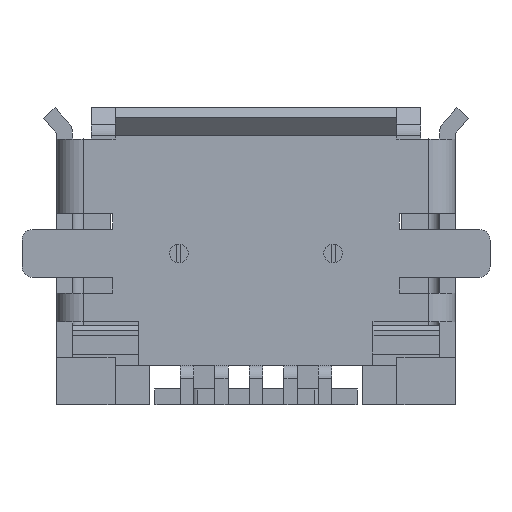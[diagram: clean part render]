
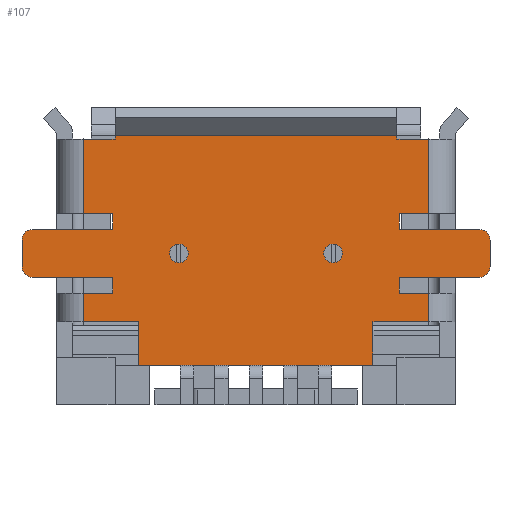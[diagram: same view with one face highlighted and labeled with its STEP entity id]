
A CAD part, front view. The second image highlights one B-rep face of the part: STEP entity #107.
In plain terms, the highlighted planar face has unit normal (0, -1, 0).
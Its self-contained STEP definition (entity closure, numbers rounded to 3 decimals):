
#107=ADVANCED_FACE('',(#517,#518,#519),#520,.T.);
#517=FACE_OUTER_BOUND('',#1216,.T.);
#518=FACE_BOUND('',#1217,.T.);
#519=FACE_BOUND('',#1218,.T.);
#520=PLANE('',#1219);
#1216=EDGE_LOOP('',(#2460,#2461,#2462,#2463,#2464,#2465,#2466,#2467,#2468,#2469,#2470,#2471,#2472,#2473,#2474,#2475,#2476,#2477,#2478,#2479,#2480,#2481,#2482,#2483,#2484,#2485,#2486,#2487,#2488,#2489,#2490,#2491));
#1217=EDGE_LOOP('',(#2492,#2493));
#1218=EDGE_LOOP('',(#2494,#2495));
#1219=AXIS2_PLACEMENT_3D('',#2496,#2497,#2498);
#2460=ORIENTED_EDGE('',*,*,#5309,.F.);
#2461=ORIENTED_EDGE('',*,*,#5310,.T.);
#2462=ORIENTED_EDGE('',*,*,#5311,.T.);
#2463=ORIENTED_EDGE('',*,*,#5312,.F.);
#2464=ORIENTED_EDGE('',*,*,#5299,.F.);
#2465=ORIENTED_EDGE('',*,*,#5295,.F.);
#2466=ORIENTED_EDGE('',*,*,#5293,.T.);
#2467=ORIENTED_EDGE('',*,*,#5313,.F.);
#2468=ORIENTED_EDGE('',*,*,#5314,.F.);
#2469=ORIENTED_EDGE('',*,*,#5315,.F.);
#2470=ORIENTED_EDGE('',*,*,#5316,.F.);
#2471=ORIENTED_EDGE('',*,*,#5317,.T.);
#2472=ORIENTED_EDGE('',*,*,#5318,.T.);
#2473=ORIENTED_EDGE('',*,*,#5319,.F.);
#2474=ORIENTED_EDGE('',*,*,#5320,.T.);
#2475=ORIENTED_EDGE('',*,*,#5321,.T.);
#2476=ORIENTED_EDGE('',*,*,#5322,.T.);
#2477=ORIENTED_EDGE('',*,*,#5323,.T.);
#2478=ORIENTED_EDGE('',*,*,#5324,.F.);
#2479=ORIENTED_EDGE('',*,*,#5325,.F.);
#2480=ORIENTED_EDGE('',*,*,#5326,.F.);
#2481=ORIENTED_EDGE('',*,*,#5327,.T.);
#2482=ORIENTED_EDGE('',*,*,#4985,.T.);
#2483=ORIENTED_EDGE('',*,*,#5328,.T.);
#2484=ORIENTED_EDGE('',*,*,#5329,.T.);
#2485=ORIENTED_EDGE('',*,*,#5330,.F.);
#2486=ORIENTED_EDGE('',*,*,#4975,.T.);
#2487=ORIENTED_EDGE('',*,*,#5297,.F.);
#2488=ORIENTED_EDGE('',*,*,#5308,.T.);
#2489=ORIENTED_EDGE('',*,*,#5331,.F.);
#2490=ORIENTED_EDGE('',*,*,#5332,.F.);
#2491=ORIENTED_EDGE('',*,*,#5333,.T.);
#2492=ORIENTED_EDGE('',*,*,#5334,.F.);
#2493=ORIENTED_EDGE('',*,*,#5335,.F.);
#2494=ORIENTED_EDGE('',*,*,#5336,.F.);
#2495=ORIENTED_EDGE('',*,*,#5337,.F.);
#2496=CARTESIAN_POINT('',(-3.25,-1.225,-0.6));
#2497=DIRECTION('',(0.0,-1.0,0.0));
#2498=DIRECTION('',(0.0,0.0,-1.0));
#4975=EDGE_CURVE('',#6060,#6058,#6061,.T.);
#4985=EDGE_CURVE('',#6080,#6078,#6081,.T.);
#5293=EDGE_CURVE('',#6634,#6632,#6635,.T.);
#5295=EDGE_CURVE('',#6634,#6637,#6638,.T.);
#5297=EDGE_CURVE('',#6640,#6058,#6641,.T.);
#5299=EDGE_CURVE('',#6637,#6643,#6644,.T.);
#5308=EDGE_CURVE('',#6640,#6656,#6658,.T.);
#5309=EDGE_CURVE('',#6659,#6660,#6661,.T.);
#5310=EDGE_CURVE('',#6659,#6662,#6663,.T.);
#5311=EDGE_CURVE('',#6662,#6664,#6665,.T.);
#5312=EDGE_CURVE('',#6643,#6664,#6666,.T.);
#5313=EDGE_CURVE('',#6667,#6632,#6668,.T.);
#5314=EDGE_CURVE('',#6669,#6667,#6670,.T.);
#5315=EDGE_CURVE('',#6671,#6669,#6672,.T.);
#5316=EDGE_CURVE('',#6673,#6671,#6674,.T.);
#5317=EDGE_CURVE('',#6673,#6675,#6676,.T.);
#5318=EDGE_CURVE('',#6675,#6677,#6678,.T.);
#5319=EDGE_CURVE('',#6679,#6677,#6680,.T.);
#5320=EDGE_CURVE('',#6679,#6681,#6682,.T.);
#5321=EDGE_CURVE('',#6681,#6683,#6684,.T.);
#5322=EDGE_CURVE('',#6683,#6685,#6686,.T.);
#5323=EDGE_CURVE('',#6685,#6687,#6688,.T.);
#5324=EDGE_CURVE('',#6689,#6687,#6690,.T.);
#5325=EDGE_CURVE('',#6691,#6689,#6692,.T.);
#5326=EDGE_CURVE('',#6693,#6691,#6694,.T.);
#5327=EDGE_CURVE('',#6693,#6080,#6695,.T.);
#5328=EDGE_CURVE('',#6078,#6696,#6697,.T.);
#5329=EDGE_CURVE('',#6696,#6698,#6699,.T.);
#5330=EDGE_CURVE('',#6060,#6698,#6700,.T.);
#5331=EDGE_CURVE('',#6701,#6656,#6702,.T.);
#5332=EDGE_CURVE('',#6703,#6701,#6704,.T.);
#5333=EDGE_CURVE('',#6703,#6660,#6705,.T.);
#5334=EDGE_CURVE('',#6706,#6707,#6708,.T.);
#5335=EDGE_CURVE('',#6707,#6706,#6709,.T.);
#5336=EDGE_CURVE('',#6710,#6711,#6712,.T.);
#5337=EDGE_CURVE('',#6711,#6710,#6713,.T.);
#6058=VERTEX_POINT('',#7827);
#6060=VERTEX_POINT('',#7829);
#6061=LINE('',#7830,#7831);
#6078=VERTEX_POINT('',#7854);
#6080=VERTEX_POINT('',#7857);
#6081=LINE('',#7858,#7859);
#6632=VERTEX_POINT('',#8681);
#6634=VERTEX_POINT('',#8684);
#6635=LINE('',#8685,#8686);
#6637=VERTEX_POINT('',#8688);
#6638=LINE('',#8689,#8690);
#6640=VERTEX_POINT('',#8692);
#6641=LINE('',#8693,#8694);
#6643=VERTEX_POINT('',#8696);
#6644=LINE('',#8697,#8698);
#6656=VERTEX_POINT('',#8715);
#6658=LINE('',#8718,#8719);
#6659=VERTEX_POINT('',#8720);
#6660=VERTEX_POINT('',#8721);
#6661=LINE('',#8722,#8723);
#6662=VERTEX_POINT('',#8724);
#6663=CIRCLE('',#8725,0.2);
#6664=VERTEX_POINT('',#8726);
#6665=LINE('',#8727,#8728);
#6666=LINE('',#8729,#8730);
#6667=VERTEX_POINT('',#8731);
#6668=LINE('',#8732,#8733);
#6669=VERTEX_POINT('',#8734);
#6670=LINE('',#8735,#8736);
#6671=VERTEX_POINT('',#8737);
#6672=LINE('',#8738,#8739);
#6673=VERTEX_POINT('',#8740);
#6674=LINE('',#8741,#8742);
#6675=VERTEX_POINT('',#8743);
#6676=LINE('',#8744,#8745);
#6677=VERTEX_POINT('',#8746);
#6678=LINE('',#8747,#8748);
#6679=VERTEX_POINT('',#8749);
#6680=LINE('',#8750,#8751);
#6681=VERTEX_POINT('',#8752);
#6682=LINE('',#8753,#8754);
#6683=VERTEX_POINT('',#8755);
#6684=CIRCLE('',#8756,0.2);
#6685=VERTEX_POINT('',#8757);
#6686=LINE('',#8758,#8759);
#6687=VERTEX_POINT('',#8760);
#6688=CIRCLE('',#8761,0.2);
#6689=VERTEX_POINT('',#8762);
#6690=LINE('',#8763,#8764);
#6691=VERTEX_POINT('',#8765);
#6692=LINE('',#8766,#8767);
#6693=VERTEX_POINT('',#8768);
#6694=LINE('',#8769,#8770);
#6695=LINE('',#8771,#8772);
#6696=VERTEX_POINT('',#8773);
#6697=LINE('',#8774,#8775);
#6698=VERTEX_POINT('',#8776);
#6699=LINE('',#8777,#8778);
#6700=LINE('',#8779,#8780);
#6701=VERTEX_POINT('',#8781);
#6702=LINE('',#8782,#8783);
#6703=VERTEX_POINT('',#8784);
#6704=LINE('',#8785,#8786);
#6705=CIRCLE('',#8787,0.2);
#6706=VERTEX_POINT('',#8788);
#6707=VERTEX_POINT('',#8789);
#6708=CIRCLE('',#8790,0.175);
#6709=CIRCLE('',#8791,0.175);
#6710=VERTEX_POINT('',#8792);
#6711=VERTEX_POINT('',#8793);
#6712=CIRCLE('',#8794,0.175);
#6713=CIRCLE('',#8795,0.175);
#7827=CARTESIAN_POINT('',(-3.25,-1.225,-0.6));
#7829=CARTESIAN_POINT('',(-2.65,-1.225,-0.6));
#7830=CARTESIAN_POINT('',(-2.65,-1.225,-0.6));
#7831=VECTOR('',#10497,0.6);
#7854=CARTESIAN_POINT('',(2.65,-1.225,-0.6));
#7857=CARTESIAN_POINT('',(3.25,-1.225,-0.6));
#7858=CARTESIAN_POINT('',(3.25,-1.225,-0.6));
#7859=VECTOR('',#10511,0.6);
#8681=CARTESIAN_POINT('',(-2.2,-1.225,-4.04));
#8684=CARTESIAN_POINT('',(-3.25,-1.225,-4.04));
#8685=CARTESIAN_POINT('',(-3.25,-1.225,-4.04));
#8686=VECTOR('',#10903,1.05);
#8688=CARTESIAN_POINT('',(-3.25,-1.225,-3.5));
#8689=CARTESIAN_POINT('',(-3.25,-1.225,-4.04));
#8690=VECTOR('',#10907,0.54);
#8692=CARTESIAN_POINT('',(-3.25,-1.225,-2.0));
#8693=CARTESIAN_POINT('',(-3.25,-1.225,-2.0));
#8694=VECTOR('',#10911,1.4);
#8696=CARTESIAN_POINT('',(-2.69,-1.225,-3.5));
#8697=CARTESIAN_POINT('',(-3.25,-1.225,-3.5));
#8698=VECTOR('',#10915,0.56);
#8715=CARTESIAN_POINT('',(-2.69,-1.225,-2.0));
#8718=CARTESIAN_POINT('',(-3.25,-1.225,-2.0));
#8719=VECTOR('',#10928,0.56);
#8720=CARTESIAN_POINT('',(-4.4,-1.225,-3.0));
#8721=CARTESIAN_POINT('',(-4.4,-1.225,-2.5));
#8722=CARTESIAN_POINT('',(-4.4,-1.225,-3.0));
#8723=VECTOR('',#10929,0.5);
#8724=CARTESIAN_POINT('',(-4.2,-1.225,-3.2));
#8725=AXIS2_PLACEMENT_3D('',#10930,#10931,#10932);
#8726=CARTESIAN_POINT('',(-2.69,-1.225,-3.2));
#8727=CARTESIAN_POINT('',(-4.2,-1.225,-3.2));
#8728=VECTOR('',#10933,1.51);
#8729=CARTESIAN_POINT('',(-2.69,-1.225,-3.5));
#8730=VECTOR('',#10934,0.3);
#8731=CARTESIAN_POINT('',(-2.2,-1.225,-4.85));
#8732=CARTESIAN_POINT('',(-2.2,-1.225,-4.85));
#8733=VECTOR('',#10935,0.81);
#8734=CARTESIAN_POINT('',(2.2,-1.225,-4.85));
#8735=CARTESIAN_POINT('',(2.2,-1.225,-4.85));
#8736=VECTOR('',#10936,4.4);
#8737=CARTESIAN_POINT('',(2.2,-1.225,-4.04));
#8738=CARTESIAN_POINT('',(2.2,-1.225,-4.04));
#8739=VECTOR('',#10937,0.81);
#8740=CARTESIAN_POINT('',(3.25,-1.225,-4.04));
#8741=CARTESIAN_POINT('',(3.25,-1.225,-4.04));
#8742=VECTOR('',#10938,1.05);
#8743=CARTESIAN_POINT('',(3.25,-1.225,-3.5));
#8744=CARTESIAN_POINT('',(3.25,-1.225,-4.04));
#8745=VECTOR('',#10939,0.54);
#8746=CARTESIAN_POINT('',(2.69,-1.225,-3.5));
#8747=CARTESIAN_POINT('',(3.25,-1.225,-3.5));
#8748=VECTOR('',#10940,0.56);
#8749=CARTESIAN_POINT('',(2.69,-1.225,-3.2));
#8750=CARTESIAN_POINT('',(2.69,-1.225,-3.2));
#8751=VECTOR('',#10941,0.3);
#8752=CARTESIAN_POINT('',(4.2,-1.225,-3.2));
#8753=CARTESIAN_POINT('',(2.69,-1.225,-3.2));
#8754=VECTOR('',#10942,1.51);
#8755=CARTESIAN_POINT('',(4.4,-1.225,-3.0));
#8756=AXIS2_PLACEMENT_3D('',#10943,#10944,#10945);
#8757=CARTESIAN_POINT('',(4.4,-1.225,-2.5));
#8758=CARTESIAN_POINT('',(4.4,-1.225,-3.0));
#8759=VECTOR('',#10946,0.5);
#8760=CARTESIAN_POINT('',(4.2,-1.225,-2.3));
#8761=AXIS2_PLACEMENT_3D('',#10947,#10948,#10949);
#8762=CARTESIAN_POINT('',(2.69,-1.225,-2.3));
#8763=CARTESIAN_POINT('',(2.69,-1.225,-2.3));
#8764=VECTOR('',#10950,1.51);
#8765=CARTESIAN_POINT('',(2.69,-1.225,-2.0));
#8766=CARTESIAN_POINT('',(2.69,-1.225,-2.0));
#8767=VECTOR('',#10951,0.3);
#8768=CARTESIAN_POINT('',(3.25,-1.225,-2.0));
#8769=CARTESIAN_POINT('',(3.25,-1.225,-2.0));
#8770=VECTOR('',#10952,0.56);
#8771=CARTESIAN_POINT('',(3.25,-1.225,-2.0));
#8772=VECTOR('',#10953,1.4);
#8773=CARTESIAN_POINT('',(2.65,-1.225,-0.534));
#8774=CARTESIAN_POINT('',(2.65,-1.225,-0.6));
#8775=VECTOR('',#10954,0.066);
#8776=CARTESIAN_POINT('',(-2.65,-1.225,-0.534));
#8777=CARTESIAN_POINT('',(2.65,-1.225,-0.534));
#8778=VECTOR('',#10955,5.3);
#8779=CARTESIAN_POINT('',(-2.65,-1.225,-0.6));
#8780=VECTOR('',#10956,0.066);
#8781=CARTESIAN_POINT('',(-2.69,-1.225,-2.3));
#8782=CARTESIAN_POINT('',(-2.69,-1.225,-2.3));
#8783=VECTOR('',#10957,0.3);
#8784=CARTESIAN_POINT('',(-4.2,-1.225,-2.3));
#8785=CARTESIAN_POINT('',(-4.2,-1.225,-2.3));
#8786=VECTOR('',#10958,1.51);
#8787=AXIS2_PLACEMENT_3D('',#10959,#10960,#10961);
#8788=CARTESIAN_POINT('',(-1.275,-1.225,-2.75));
#8789=CARTESIAN_POINT('',(-1.625,-1.225,-2.75));
#8790=AXIS2_PLACEMENT_3D('',#10962,#10963,#10964);
#8791=AXIS2_PLACEMENT_3D('',#10965,#10966,#10967);
#8792=CARTESIAN_POINT('',(1.625,-1.225,-2.75));
#8793=CARTESIAN_POINT('',(1.275,-1.225,-2.75));
#8794=AXIS2_PLACEMENT_3D('',#10968,#10969,#10970);
#8795=AXIS2_PLACEMENT_3D('',#10971,#10972,#10973);
#10497=DIRECTION('',(-1.0,0.0,0.0));
#10511=DIRECTION('',(-1.0,0.0,0.0));
#10903=DIRECTION('',(1.0,0.0,0.0));
#10907=DIRECTION('',(0.0,0.0,1.0));
#10911=DIRECTION('',(0.0,0.0,1.0));
#10915=DIRECTION('',(1.0,0.0,0.0));
#10928=DIRECTION('',(1.0,0.0,0.0));
#10929=DIRECTION('',(0.0,0.0,1.0));
#10930=CARTESIAN_POINT('',(-4.2,-1.225,-3.0));
#10931=DIRECTION('',(0.0,-1.0,0.0));
#10932=DIRECTION('',(-1.0,0.0,0.0));
#10933=DIRECTION('',(1.0,0.0,0.0));
#10934=DIRECTION('',(0.0,0.0,1.0));
#10935=DIRECTION('',(0.0,0.0,1.0));
#10936=DIRECTION('',(-1.0,0.0,0.0));
#10937=DIRECTION('',(0.0,0.0,-1.0));
#10938=DIRECTION('',(-1.0,0.0,0.0));
#10939=DIRECTION('',(0.0,0.0,1.0));
#10940=DIRECTION('',(-1.0,0.0,0.0));
#10941=DIRECTION('',(0.0,0.0,-1.0));
#10942=DIRECTION('',(1.0,0.0,0.0));
#10943=CARTESIAN_POINT('',(4.2,-1.225,-3.0));
#10944=DIRECTION('',(0.0,-1.0,0.0));
#10945=DIRECTION('',(0.0,0.0,-1.0));
#10946=DIRECTION('',(0.0,0.0,1.0));
#10947=CARTESIAN_POINT('',(4.2,-1.225,-2.5));
#10948=DIRECTION('',(0.0,-1.0,0.0));
#10949=DIRECTION('',(1.0,0.0,0.0));
#10950=DIRECTION('',(1.0,0.0,0.0));
#10951=DIRECTION('',(0.0,0.0,-1.0));
#10952=DIRECTION('',(-1.0,0.0,0.0));
#10953=DIRECTION('',(0.0,0.0,1.0));
#10954=DIRECTION('',(0.0,0.0,1.0));
#10955=DIRECTION('',(-1.0,0.0,0.0));
#10956=DIRECTION('',(0.0,0.0,1.0));
#10957=DIRECTION('',(0.0,0.0,1.0));
#10958=DIRECTION('',(1.0,0.0,0.0));
#10959=CARTESIAN_POINT('',(-4.2,-1.225,-2.5));
#10960=DIRECTION('',(0.0,-1.0,0.0));
#10961=DIRECTION('',(0.0,0.0,1.0));
#10962=CARTESIAN_POINT('',(-1.45,-1.225,-2.75));
#10963=DIRECTION('',(0.0,-1.0,0.0));
#10964=DIRECTION('',(1.0,0.0,0.0));
#10965=CARTESIAN_POINT('',(-1.45,-1.225,-2.75));
#10966=DIRECTION('',(0.0,-1.0,0.0));
#10967=DIRECTION('',(-1.0,0.0,0.0));
#10968=CARTESIAN_POINT('',(1.45,-1.225,-2.75));
#10969=DIRECTION('',(0.0,-1.0,0.0));
#10970=DIRECTION('',(1.0,0.0,0.0));
#10971=CARTESIAN_POINT('',(1.45,-1.225,-2.75));
#10972=DIRECTION('',(0.0,-1.0,0.0));
#10973=DIRECTION('',(-1.0,0.0,0.0));
